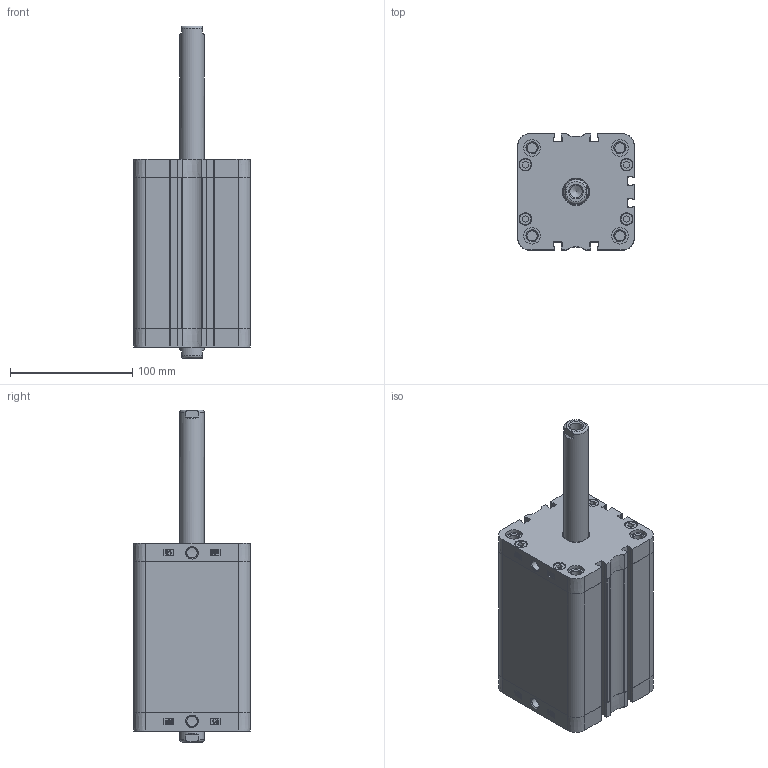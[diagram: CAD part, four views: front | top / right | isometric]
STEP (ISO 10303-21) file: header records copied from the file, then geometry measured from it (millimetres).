
FILE_DESCRIPTION((''),'2;1');
FILE_NAME('PDMP080.100.GS.F.stp','2014-01-20T16:42:41',('carlo.corazza'),(''),'Autodesk Inventor 2012','Autodesk Inventor 2012','');
FILE_SCHEMA(('AUTOMOTIVE_DESIGN { 1 0 10303 214 1 1 1 1 }'));
Length unit declared in the file: millimetre
Products named in the file (5): PDMP080..GS.F; CORPO-100; STELO-100; TA
Assembly tree (5 placements, depth 2):
  PDMP080..GS.F
    CORPO-100
    STELO-100  x2
    TA
    TA
Bounding box: 95.5 x 95.5 x 272 mm (x, y, z)
Volume: 773520.8 mm3; surface area: 170531.9 mm2
Topology: 5 solids, 5 shells, 759 faces, 1985 edges, 1304 vertices
Faces by surface type: plane 344, cylinder 205, bspline 130, cone 58, torus 22
Full cylindrical faces by diameter (mm): 8.376 x10, 8.566 x2, 9.8 x8, 10.106 x2, 10.3 x8, 13.5 x8, 20 x2, 20.6 x2, 21.9 x2, 23 x2, 25 x2, 80 x1
Entity records: 23711 total; most frequent: CARTESIAN_POINT 5864, ORIENTED_EDGE 3654, DIRECTION 3308, EDGE_CURVE 1827, VERTEX_POINT 1267, AXIS2_PLACEMENT_3D 1121, VECTOR 1066, LINE 1066
